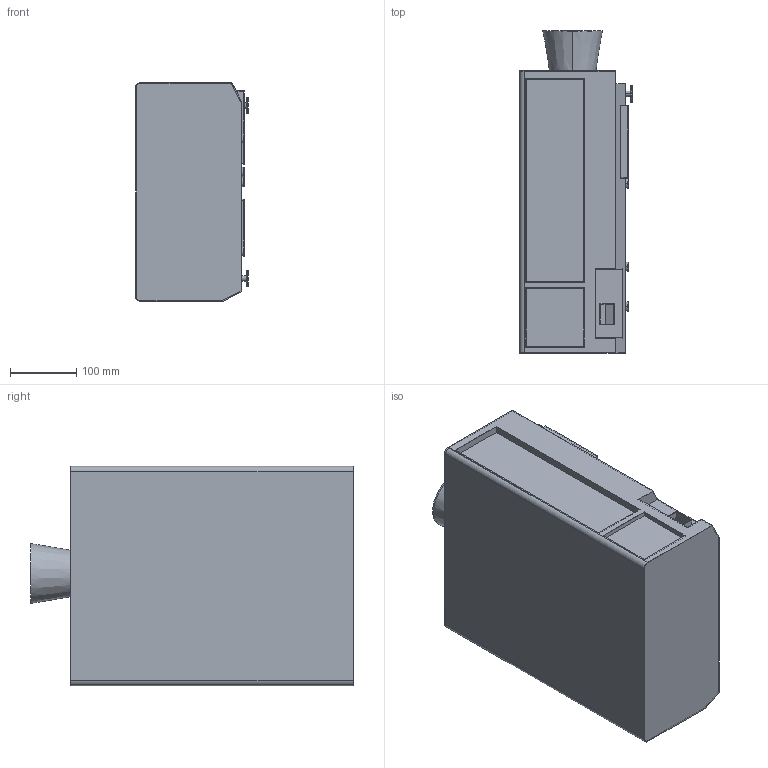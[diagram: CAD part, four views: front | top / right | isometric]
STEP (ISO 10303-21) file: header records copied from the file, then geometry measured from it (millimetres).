
FILE_DESCRIPTION (( 'STEP AP214' ), '1' );
FILE_NAME ('Projector.STEP', '2020-03-21T06:12:59', ( '' ), ( '' ), 'SwSTEP 2.0', 'SolidWorks 2017', '' );
FILE_SCHEMA (( 'AUTOMOTIVE_DESIGN' ));
Length unit declared in the file: millimetre
Products named in the file (1): Projector
Bounding box: 170 x 485 x 330 mm (x, y, z)
Volume: 678850.9 mm3; surface area: 1086523.3 mm2
Topology: 6 solids, 6 shells, 196 faces, 447 edges, 295 vertices
Faces by surface type: plane 110, cylinder 74, torus 8, cone 4
Entity records: 5650 total; most frequent: DIRECTION 1013, CARTESIAN_POINT 939, ORIENTED_EDGE 894, EDGE_CURVE 447, AXIS2_PLACEMENT_3D 369, VERTEX_POINT 295, LINE 275, VECTOR 275
